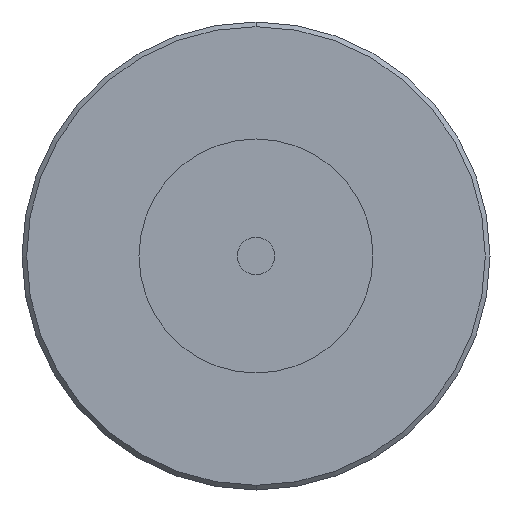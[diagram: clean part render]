
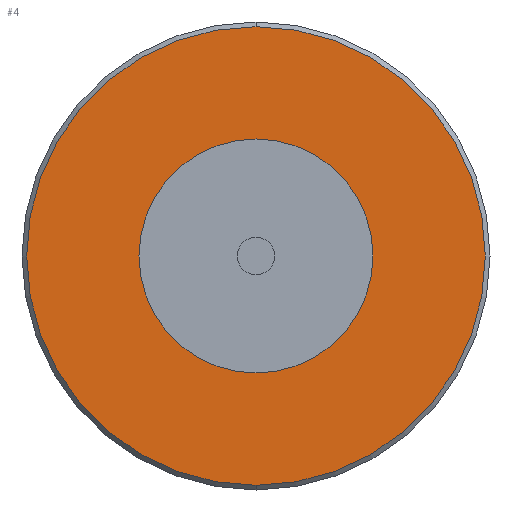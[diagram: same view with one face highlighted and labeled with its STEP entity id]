
A CAD part, front view. The second image highlights one B-rep face of the part: STEP entity #4.
In plain terms, the highlighted planar face has unit normal (0, -1, 0).
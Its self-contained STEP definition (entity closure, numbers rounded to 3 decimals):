
#2 = EDGE_CURVE ( 'NONE', #39, #30, #656, .T. ) ;
#4 = ADVANCED_FACE ( 'NONE', ( #658, #767 ), #653, .T. ) ;
#5 = EDGE_LOOP ( 'NONE', ( #101, #7 ) ) ;
#7 = ORIENTED_EDGE ( 'NONE', *, *, #32, .F. ) ;
#13 = VERTEX_POINT ( 'NONE', #772 ) ;
#14 = EDGE_CURVE ( 'NONE', #20, #13, #667, .T. ) ;
#20 = VERTEX_POINT ( 'NONE', #773 ) ;
#30 = VERTEX_POINT ( 'NONE', #661 ) ;
#32 = EDGE_CURVE ( 'NONE', #30, #39, #675, .T. ) ;
#39 = VERTEX_POINT ( 'NONE', #587 ) ;
#97 = EDGE_CURVE ( 'NONE', #13, #20, #712, .T. ) ;
#101 = ORIENTED_EDGE ( 'NONE', *, *, #2, .F. ) ;
#193 = ORIENTED_EDGE ( 'NONE', *, *, #97, .T. ) ;
#195 = ORIENTED_EDGE ( 'NONE', *, *, #14, .T. ) ;
#196 = EDGE_LOOP ( 'NONE', ( #193, #195 ) ) ;
#587 = CARTESIAN_POINT ( 'NONE',  ( 0., 0., -12.5 ) ) ;
#588 = AXIS2_PLACEMENT_3D ( 'NONE', #619, #618, #617 ) ;
#596 = DIRECTION ( 'NONE',  ( 0., -1., 0. ) ) ;
#597 = CARTESIAN_POINT ( 'NONE',  ( 24.5, 0., 0. ) ) ;
#617 = DIRECTION ( 'NONE',  ( 0., 0., -1. ) ) ;
#618 = DIRECTION ( 'NONE',  ( 0., -1., 0. ) ) ;
#619 = CARTESIAN_POINT ( 'NONE',  ( 0., 0., 0. ) ) ;
#650 = DIRECTION ( 'NONE',  ( 0., 0., -1. ) ) ;
#651 = DIRECTION ( 'NONE',  ( 0., -1., 0. ) ) ;
#652 = CARTESIAN_POINT ( 'NONE',  ( 0., 0., 0. ) ) ;
#653 = PLANE ( 'NONE',  #679 ) ;
#655 = AXIS2_PLACEMENT_3D ( 'NONE', #652, #651, #650 ) ;
#656 = CIRCLE ( 'NONE', #655, 12.5 ) ;
#658 = FACE_OUTER_BOUND ( 'NONE', #196, .T. ) ;
#661 = CARTESIAN_POINT ( 'NONE',  ( 0., 0., 12.5 ) ) ;
#664 = DIRECTION ( 'NONE',  ( 0., 0., -1. ) ) ;
#665 = DIRECTION ( 'NONE',  ( 0., -1., 0. ) ) ;
#666 = CARTESIAN_POINT ( 'NONE',  ( 0., 0., 0. ) ) ;
#667 = CIRCLE ( 'NONE', #769, 24.5 ) ;
#670 = DIRECTION ( 'NONE',  ( 0., 0., -1. ) ) ;
#675 = CIRCLE ( 'NONE', #588, 12.5 ) ;
#679 = AXIS2_PLACEMENT_3D ( 'NONE', #597, #596, #670 ) ;
#702 = DIRECTION ( 'NONE',  ( 0., 0., -1. ) ) ;
#703 = DIRECTION ( 'NONE',  ( 0., -1., 0. ) ) ;
#712 = CIRCLE ( 'NONE', #718, 24.5 ) ;
#718 = AXIS2_PLACEMENT_3D ( 'NONE', #747, #703, #702 ) ;
#747 = CARTESIAN_POINT ( 'NONE',  ( 0., 0., 0. ) ) ;
#767 = FACE_BOUND ( 'NONE', #5, .T. ) ;
#769 = AXIS2_PLACEMENT_3D ( 'NONE', #666, #665, #664 ) ;
#772 = CARTESIAN_POINT ( 'NONE',  ( 0., 0., 24.5 ) ) ;
#773 = CARTESIAN_POINT ( 'NONE',  ( 0., 0., -24.5 ) ) ;
